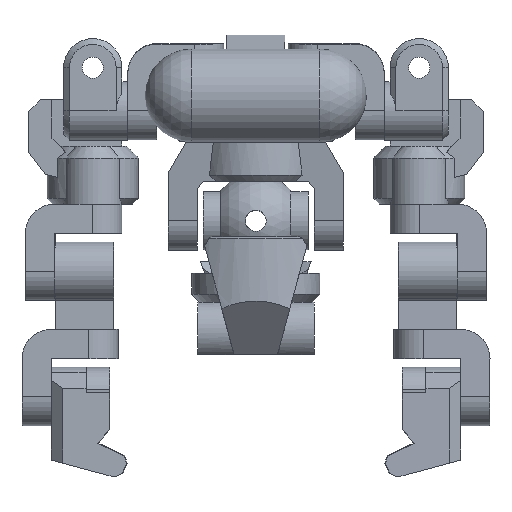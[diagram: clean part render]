
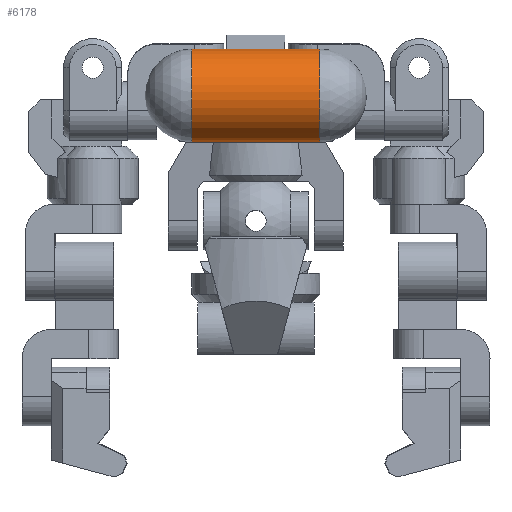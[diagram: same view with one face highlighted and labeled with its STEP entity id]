
A CAD part, front view. The second image highlights one B-rep face of the part: STEP entity #6178.
In plain terms, the highlighted cylindrical face has radius 4 mm (diameter 8 mm), a partial arc.
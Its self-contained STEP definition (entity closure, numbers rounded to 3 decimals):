
#580=FACE_OUTER_BOUND('',#951,.T.);
#951=EDGE_LOOP('',(#4620,#4621,#4622,#4623,#4624,#4625,#4626,#4627,#4628,
#4629,#4630,#4631));
#1346=CIRCLE('',#6664,4.);
#1347=CIRCLE('',#6670,4.);
#1348=CIRCLE('',#6672,4.);
#1349=CIRCLE('',#6673,4.);
#1612=LINE('',#9981,#2146);
#1613=LINE('',#9989,#2147);
#1614=LINE('',#9993,#2148);
#1615=LINE('',#9996,#2149);
#2146=VECTOR('',#7567,10.);
#2147=VECTOR('',#7574,10.);
#2148=VECTOR('',#7577,10.);
#2149=VECTOR('',#7580,10.);
#2613=ELLIPSE('',#6666,8.189,4.);
#2614=ELLIPSE('',#6668,6.053,4.);
#2615=ELLIPSE('',#6669,6.053,4.);
#2616=ELLIPSE('',#6671,8.189,4.);
#2787=VERTEX_POINT('',#9959);
#2793=VERTEX_POINT('',#9970);
#2794=VERTEX_POINT('',#9974);
#2795=VERTEX_POINT('',#9978);
#2796=VERTEX_POINT('',#9980);
#2797=VERTEX_POINT('',#9982);
#2798=VERTEX_POINT('',#9984);
#2799=VERTEX_POINT('',#9986);
#2800=VERTEX_POINT('',#9988);
#2801=VERTEX_POINT('',#9990);
#2802=VERTEX_POINT('',#9992);
#2803=VERTEX_POINT('',#9994);
#3471=EDGE_CURVE('',#2793,#2787,#1346,.F.);
#3472=EDGE_CURVE('',#2794,#2787,#2613,.T.);
#3474=EDGE_CURVE('',#2795,#2793,#2614,.T.);
#3475=EDGE_CURVE('',#2796,#2795,#1612,.T.);
#3476=EDGE_CURVE('',#2796,#2797,#2615,.F.);
#3477=EDGE_CURVE('',#2797,#2798,#1347,.F.);
#3478=EDGE_CURVE('',#2798,#2799,#2616,.T.);
#3479=EDGE_CURVE('',#2799,#2800,#1613,.T.);
#3480=EDGE_CURVE('',#2801,#2800,#1348,.T.);
#3481=EDGE_CURVE('',#2802,#2801,#1614,.T.);
#3482=EDGE_CURVE('',#2802,#2803,#1349,.T.);
#3483=EDGE_CURVE('',#2803,#2794,#1615,.T.);
#4620=ORIENTED_EDGE('',*,*,#3471,.F.);
#4621=ORIENTED_EDGE('',*,*,#3474,.F.);
#4622=ORIENTED_EDGE('',*,*,#3475,.F.);
#4623=ORIENTED_EDGE('',*,*,#3476,.T.);
#4624=ORIENTED_EDGE('',*,*,#3477,.T.);
#4625=ORIENTED_EDGE('',*,*,#3478,.T.);
#4626=ORIENTED_EDGE('',*,*,#3479,.T.);
#4627=ORIENTED_EDGE('',*,*,#3480,.F.);
#4628=ORIENTED_EDGE('',*,*,#3481,.F.);
#4629=ORIENTED_EDGE('',*,*,#3482,.T.);
#4630=ORIENTED_EDGE('',*,*,#3483,.T.);
#4631=ORIENTED_EDGE('',*,*,#3472,.T.);
#6020=CYLINDRICAL_SURFACE('',#6667,4.);
#6178=ADVANCED_FACE('',(#580),#6020,.T.);
#6664=AXIS2_PLACEMENT_3D('',#9972,#7556,#7557);
#6666=AXIS2_PLACEMENT_3D('',#9975,#7560,#7561);
#6667=AXIS2_PLACEMENT_3D('',#9977,#7563,#7564);
#6668=AXIS2_PLACEMENT_3D('',#9979,#7565,#7566);
#6669=AXIS2_PLACEMENT_3D('',#9983,#7568,#7569);
#6670=AXIS2_PLACEMENT_3D('',#9985,#7570,#7571);
#6671=AXIS2_PLACEMENT_3D('',#9987,#7572,#7573);
#6672=AXIS2_PLACEMENT_3D('',#9991,#7575,#7576);
#6673=AXIS2_PLACEMENT_3D('',#9995,#7578,#7579);
#7556=DIRECTION('center_axis',(1.,0.,0.));
#7557=DIRECTION('ref_axis',(0.,-1.,0.));
#7560=DIRECTION('center_axis',(0.488,-0.873,0.));
#7561=DIRECTION('ref_axis',(-0.873,-0.488,0.));
#7563=DIRECTION('center_axis',(1.,0.,0.));
#7564=DIRECTION('ref_axis',(0.,-1.,0.));
#7565=DIRECTION('center_axis',(0.661,0.249,0.708));
#7566=DIRECTION('ref_axis',(0.751,-0.219,-0.623));
#7567=DIRECTION('',(-1.,0.,0.));
#7568=DIRECTION('center_axis',(-0.661,0.249,0.708));
#7569=DIRECTION('ref_axis',(-0.751,-0.219,-0.623));
#7570=DIRECTION('center_axis',(1.,0.,0.));
#7571=DIRECTION('ref_axis',(0.,-1.,0.));
#7572=DIRECTION('center_axis',(-0.488,-0.873,0.));
#7573=DIRECTION('ref_axis',(0.873,-0.488,0.));
#7574=DIRECTION('',(-1.,0.,0.));
#7575=DIRECTION('center_axis',(-1.,0.,0.));
#7576=DIRECTION('ref_axis',(0.,-1.,0.));
#7577=DIRECTION('',(1.,0.,0.));
#7578=DIRECTION('center_axis',(-1.,0.,0.));
#7579=DIRECTION('ref_axis',(0.,-1.,0.));
#7580=DIRECTION('',(-1.,0.,0.));
#9959=CARTESIAN_POINT('',(-5.5,-4.717,20.182));
#9970=CARTESIAN_POINT('',(-5.5,-4.623,13.361));
#9972=CARTESIAN_POINT('Origin',(-5.5,-6.759,16.743));
#9974=CARTESIAN_POINT('',(-2.895,-3.259,18.678));
#9975=CARTESIAN_POINT('Origin',(-9.148,-6.759,16.743));
#9977=CARTESIAN_POINT('Origin',(0.,-6.759,
16.743));
#9978=CARTESIAN_POINT('',(-4.349,-6.084,12.8));
#9979=CARTESIAN_POINT('Origin',(-8.319,-6.759,16.743));
#9980=CARTESIAN_POINT('',(4.349,-6.084,12.8));
#9981=CARTESIAN_POINT('',(0.,-6.084,12.8));
#9982=CARTESIAN_POINT('',(5.5,-4.623,13.361));
#9983=CARTESIAN_POINT('Origin',(8.319,-6.759,16.743));
#9984=CARTESIAN_POINT('',(5.5,-4.717,20.182));
#9985=CARTESIAN_POINT('Origin',(5.5,-6.759,16.743));
#9986=CARTESIAN_POINT('',(2.895,-3.259,18.678));
#9987=CARTESIAN_POINT('Origin',(9.148,-6.759,16.743));
#9988=CARTESIAN_POINT('',(2.5,-3.259,18.678));
#9989=CARTESIAN_POINT('',(0.,-3.259,18.678));
#9990=CARTESIAN_POINT('',(2.5,-7.186,20.72));
#9991=CARTESIAN_POINT('Origin',(2.5,-6.759,16.743));
#9992=CARTESIAN_POINT('',(-2.5,-7.186,20.72));
#9993=CARTESIAN_POINT('',(0.,-7.186,20.72));
#9994=CARTESIAN_POINT('',(-2.5,-3.259,18.678));
#9995=CARTESIAN_POINT('Origin',(-2.5,-6.759,16.743));
#9996=CARTESIAN_POINT('',(0.,-3.259,18.678));
